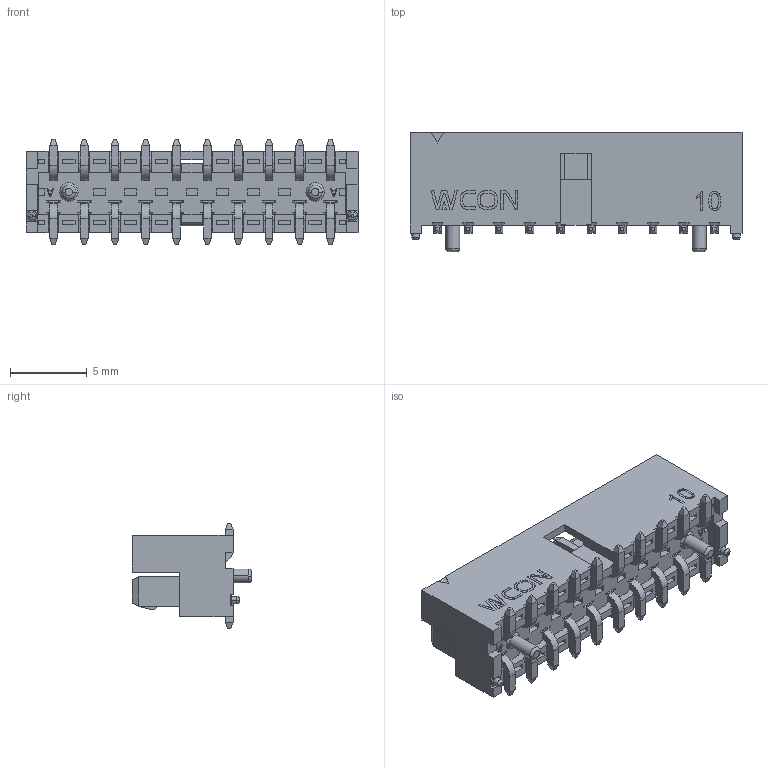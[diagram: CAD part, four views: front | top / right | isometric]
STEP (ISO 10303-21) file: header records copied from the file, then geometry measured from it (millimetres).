
FILE_DESCRIPTION( ('This file contains a STEP AP42 implementation' ,'as created by ZW3D STEP Interface translator.') ,'2;1' );
FILE_NAME( '3703-AXXX-065MXXR01.stp' ,'231228.171212', (''), ('ZWCAD Software Co.'), 'Version 1.0', 'ZW3D to STEP translator', '' );
FILE_SCHEMA(('AUTOMOTIVE_DESIGN { 1 0 10303 214 1 1 1 1 }'));
Length unit declared in the file: millimetre
Products named in the file (2): 0; 3703-AXXX-065MXXR01001
Bounding box: 21.57 x 7.74 x 6.83 mm (x, y, z)
Volume: 453.2 mm3; surface area: 1297.9 mm2
Topology: 11 solids, 11 shells, 1433 faces, 3673 edges, 2334 vertices
Faces by surface type: plane 1253, cylinder 132, bspline 34, torus 8, cone 6
Entity records: 44556 total; most frequent: CARTESIAN_POINT 8371, ORIENTED_EDGE 7346, DIRECTION 6669, EDGE_CURVE 3673, VECTOR 3317, LINE 3317, VERTEX_POINT 2334, AXIS2_PLACEMENT_3D 1676
